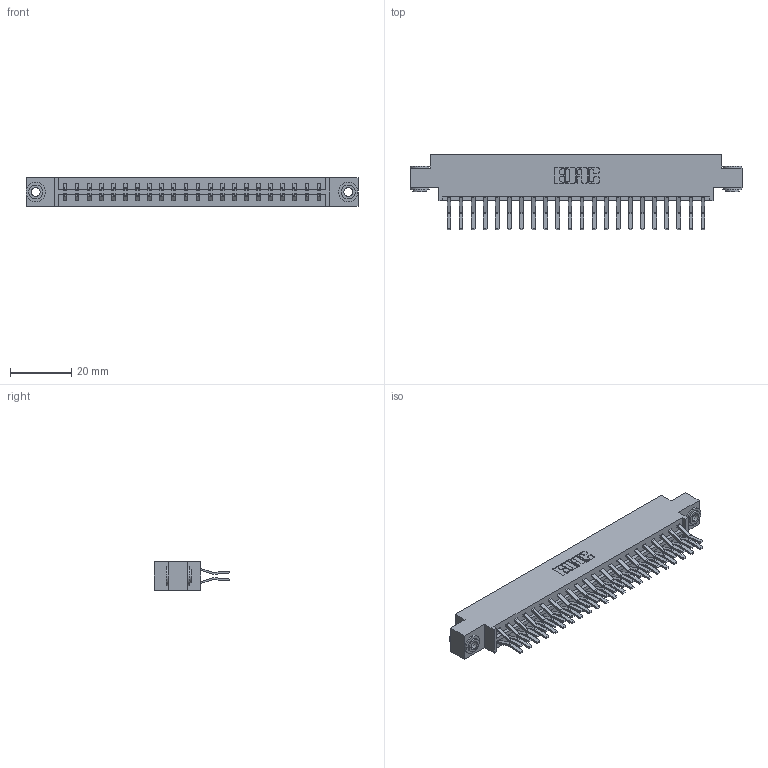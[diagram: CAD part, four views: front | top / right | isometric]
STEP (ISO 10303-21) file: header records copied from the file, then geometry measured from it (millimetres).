
FILE_DESCRIPTION (( 'STEP AP203' ), '1' );
FILE_NAME ('833-044-560-803.STEP', '2020-06-04T13:41:17', ( '' ), ( '' ), 'SwSTEP 2.0', 'SolidWorks 2020', '' );
FILE_SCHEMA (( 'CONFIG_CONTROL_DESIGN' ));
Length unit declared in the file: inch
Products named in the file (4): 833-044-560-803; 345-250-002_345-250-002-102; 345-292-001_560 Tail; 833 Part_Offset - .156 Dia - TH
Assembly tree (47 placements, depth 2):
  833-044-560-803
    833 Part_Offset - .156 Dia - TH
    345-292-001_560 Tail  x44
    345-250-002_345-250-002-102  x2
Bounding box: 108.71 x 24.78 x 9.4 mm (x, y, z)
Volume: 10991.8 mm3; surface area: 14044.6 mm2
Topology: 47 solids, 47 shells, 2532 faces, 7483 edges, 4926 vertices
Faces by surface type: plane 1668, cylinder 856, cone 8
Entity records: 17610 total; most frequent: CARTESIAN_POINT 2921, ORIENTED_EDGE 2850, DIRECTION 2567, EDGE_CURVE 1425, VECTOR 1269, LINE 1269, VERTEX_POINT 946, AXIS2_PLACEMENT_3D 649
